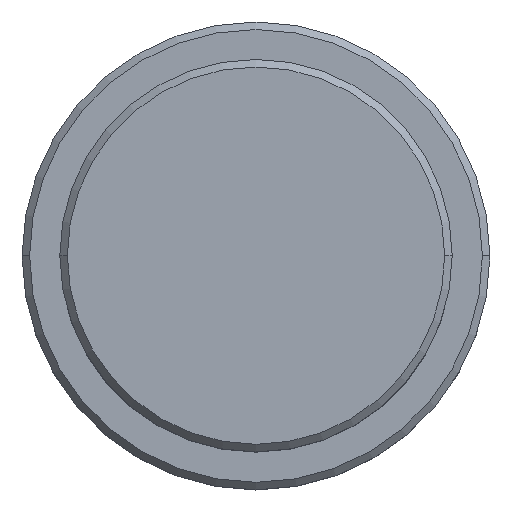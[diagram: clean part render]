
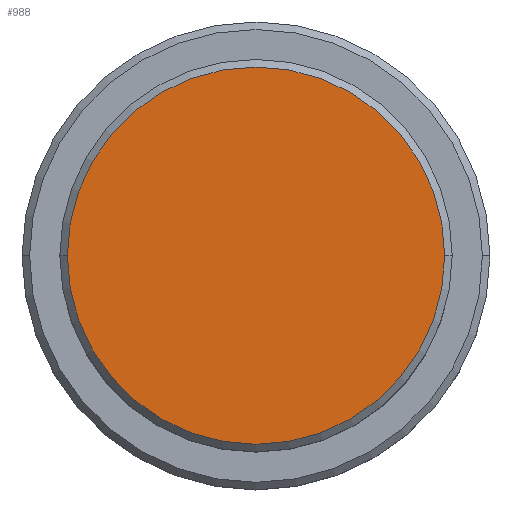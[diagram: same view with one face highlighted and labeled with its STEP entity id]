
A CAD part, top view. The second image highlights one B-rep face of the part: STEP entity #988.
In plain terms, the highlighted planar face has unit normal (0, 0, 1).
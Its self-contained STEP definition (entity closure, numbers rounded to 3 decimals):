
#25 = EDGE_LOOP ( 'NONE', ( #253, #788 ) ) ;
#38 = EDGE_CURVE ( 'NONE', #462, #1308, #1335, .T. ) ;
#79 = DIRECTION ( 'NONE',  ( 0., 0., 1. ) ) ;
#93 = CARTESIAN_POINT ( 'NONE',  ( 0., 0., 0. ) ) ;
#230 = CARTESIAN_POINT ( 'NONE',  ( 12.5, 0., 0. ) ) ;
#233 = CIRCLE ( 'NONE', #428, 12.5 ) ;
#235 = AXIS2_PLACEMENT_3D ( 'NONE', #350, #371, #692 ) ;
#253 = ORIENTED_EDGE ( 'NONE', *, *, #974, .T. ) ;
#292 = FACE_OUTER_BOUND ( 'NONE', #25, .T. ) ;
#350 = CARTESIAN_POINT ( 'NONE',  ( 0., 0., 0. ) ) ;
#371 = DIRECTION ( 'NONE',  ( 0., 0., 1. ) ) ;
#428 = AXIS2_PLACEMENT_3D ( 'NONE', #93, #79, #1406 ) ;
#438 = CARTESIAN_POINT ( 'NONE',  ( -12.5, 0., 0. ) ) ;
#439 = CARTESIAN_POINT ( 'NONE',  ( 0., 0., 0. ) ) ;
#462 = VERTEX_POINT ( 'NONE', #230 ) ;
#509 = DIRECTION ( 'NONE',  ( 0., 0., 1. ) ) ;
#535 = DIRECTION ( 'NONE',  ( 1., 0., 0. ) ) ;
#692 = DIRECTION ( 'NONE',  ( 1., 0., 0. ) ) ;
#788 = ORIENTED_EDGE ( 'NONE', *, *, #38, .T. ) ;
#849 = PLANE ( 'NONE',  #1156 ) ;
#974 = EDGE_CURVE ( 'NONE', #1308, #462, #233, .T. ) ;
#988 = ADVANCED_FACE ( 'NONE', ( #292 ), #849, .T. ) ;
#1156 = AXIS2_PLACEMENT_3D ( 'NONE', #439, #509, #535 ) ;
#1308 = VERTEX_POINT ( 'NONE', #438 ) ;
#1335 = CIRCLE ( 'NONE', #235, 12.5 ) ;
#1406 = DIRECTION ( 'NONE',  ( 1., 0., 0. ) ) ;
